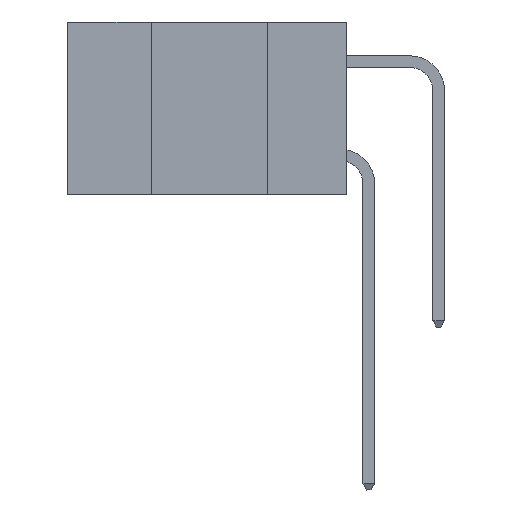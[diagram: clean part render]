
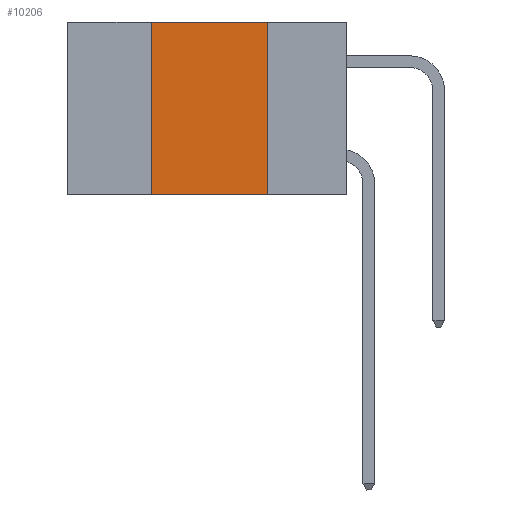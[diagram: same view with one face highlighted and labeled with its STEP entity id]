
A CAD part, left-side view. The second image highlights one B-rep face of the part: STEP entity #10206.
In plain terms, the highlighted planar face has unit normal (-1, 0, 0).
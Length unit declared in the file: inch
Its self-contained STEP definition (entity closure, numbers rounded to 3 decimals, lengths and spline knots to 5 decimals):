
#460 = LINE ( 'NONE', #6174, #8412 ) ;
#554 = DIRECTION ( 'NONE',  ( 1., 0., 0. ) ) ;
#1658 = EDGE_CURVE ( 'NONE', #8256, #9035, #6694, .T. ) ;
#2712 = EDGE_CURVE ( 'NONE', #8256, #16892, #6883, .T. ) ;
#2719 = CARTESIAN_POINT ( 'NONE',  ( 0., 0.17, 0. ) ) ;
#2787 = DIRECTION ( 'NONE',  ( 0., 0., -1. ) ) ;
#3873 = CARTESIAN_POINT ( 'NONE',  ( 0., 0.17, 0. ) ) ;
#4462 = CARTESIAN_POINT ( 'NONE',  ( 0., 0.42, -0.37 ) ) ;
#4554 = DIRECTION ( 'NONE',  ( 0., 0., 1. ) ) ;
#6141 = EDGE_LOOP ( 'NONE', ( #15067, #11746, #17853, #12048 ) ) ;
#6174 = CARTESIAN_POINT ( 'NONE',  ( 0., 0.6, 0. ) ) ;
#6188 = VECTOR ( 'NONE', #4554, 39.37008 ) ;
#6694 = LINE ( 'NONE', #7341, #6188 ) ;
#6883 = LINE ( 'NONE', #16058, #18845 ) ;
#6901 = PLANE ( 'NONE',  #10752 ) ;
#7341 = CARTESIAN_POINT ( 'NONE',  ( 0., 0.42, 0. ) ) ;
#7655 = EDGE_CURVE ( 'NONE', #9035, #10300, #460, .T. ) ;
#7760 = DIRECTION ( 'NONE',  ( 0., -1., 0. ) ) ;
#8256 = VERTEX_POINT ( 'NONE', #4462 ) ;
#8412 = VECTOR ( 'NONE', #7760, 39.37008 ) ;
#9035 = VERTEX_POINT ( 'NONE', #13392 ) ;
#9720 = CARTESIAN_POINT ( 'NONE',  ( 0., 0.17, -0.37 ) ) ;
#9980 = CARTESIAN_POINT ( 'NONE',  ( 0., 0.6, 0. ) ) ;
#10206 = ADVANCED_FACE ( 'NONE', ( #13739 ), #6901, .F. ) ;
#10300 = VERTEX_POINT ( 'NONE', #3873 ) ;
#10752 = AXIS2_PLACEMENT_3D ( 'NONE', #9980, #554, #11521 ) ;
#11287 = LINE ( 'NONE', #2719, #18703 ) ;
#11521 = DIRECTION ( 'NONE',  ( 0., 0., -1. ) ) ;
#11746 = ORIENTED_EDGE ( 'NONE', *, *, #7655, .F. ) ;
#12048 = ORIENTED_EDGE ( 'NONE', *, *, #2712, .T. ) ;
#13119 = EDGE_CURVE ( 'NONE', #10300, #16892, #11287, .T. ) ;
#13392 = CARTESIAN_POINT ( 'NONE',  ( 0., 0.42, 0. ) ) ;
#13739 = FACE_OUTER_BOUND ( 'NONE', #6141, .T. ) ;
#15067 = ORIENTED_EDGE ( 'NONE', *, *, #13119, .F. ) ;
#15172 = DIRECTION ( 'NONE',  ( 0., -1., 0. ) ) ;
#16058 = CARTESIAN_POINT ( 'NONE',  ( 0., 0.6, -0.37 ) ) ;
#16892 = VERTEX_POINT ( 'NONE', #9720 ) ;
#17853 = ORIENTED_EDGE ( 'NONE', *, *, #1658, .F. ) ;
#18703 = VECTOR ( 'NONE', #2787, 39.37008 ) ;
#18845 = VECTOR ( 'NONE', #15172, 39.37008 ) ;
